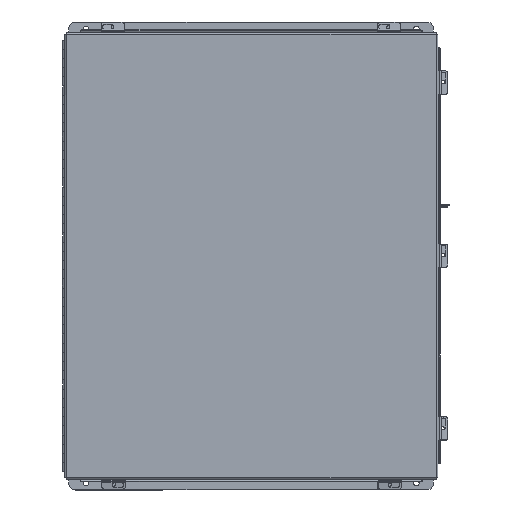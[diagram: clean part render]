
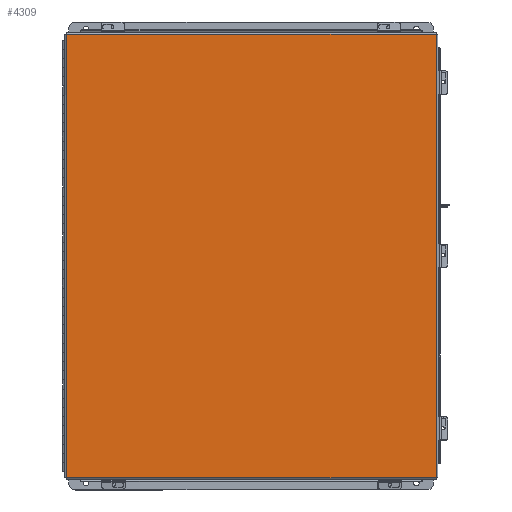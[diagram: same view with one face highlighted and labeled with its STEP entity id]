
A CAD part, top view. The second image highlights one B-rep face of the part: STEP entity #4309.
In plain terms, the highlighted face is planar.
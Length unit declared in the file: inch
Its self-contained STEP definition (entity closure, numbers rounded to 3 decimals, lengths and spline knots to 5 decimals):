
#1216 = EDGE_CURVE ( 'NONE', #11998, #17397, #14328, .T. ) ;
#1821 = VECTOR ( 'NONE', #18558, 39.37008 ) ;
#1855 = AXIS2_PLACEMENT_3D ( 'NONE', #3886, #7046, #22595 ) ;
#2313 = LINE ( 'NONE', #13602, #5652 ) ;
#2538 = VECTOR ( 'NONE', #17291, 39.37008 ) ;
#3886 = CARTESIAN_POINT ( 'NONE',  ( 0., 0., -0.0747 ) ) ;
#4309 = ADVANCED_FACE ( 'NONE', ( #19276 ), #13532, .T. ) ;
#4407 = EDGE_LOOP ( 'NONE', ( #18021, #11305, #10711, #5748 ) ) ;
#5594 = VERTEX_POINT ( 'NONE', #15307 ) ;
#5652 = VECTOR ( 'NONE', #11681, 39.37008 ) ;
#5748 = ORIENTED_EDGE ( 'NONE', *, *, #6456, .T. ) ;
#6456 = EDGE_CURVE ( 'NONE', #13525, #11998, #16846, .T. ) ;
#7046 = DIRECTION ( 'NONE',  ( 0., 0., -1. ) ) ;
#8276 = CARTESIAN_POINT ( 'NONE',  ( -10.07448, 12.06855, -0.0747 ) ) ;
#10711 = ORIENTED_EDGE ( 'NONE', *, *, #11492, .T. ) ;
#10997 = CARTESIAN_POINT ( 'NONE',  ( -10.06855, -12.06855, -0.0747 ) ) ;
#11305 = ORIENTED_EDGE ( 'NONE', *, *, #19872, .T. ) ;
#11492 = EDGE_CURVE ( 'NONE', #5594, #13525, #2313, .T. ) ;
#11681 = DIRECTION ( 'NONE',  ( -1., 0., 0. ) ) ;
#11998 = VERTEX_POINT ( 'NONE', #15790 ) ;
#12139 = CARTESIAN_POINT ( 'NONE',  ( 10.06855, 12.06855, -0.0747 ) ) ;
#13525 = VERTEX_POINT ( 'NONE', #10997 ) ;
#13532 = PLANE ( 'NONE',  #1855 ) ;
#13602 = CARTESIAN_POINT ( 'NONE',  ( 10.07448, -12.06855, -0.0747 ) ) ;
#14328 = LINE ( 'NONE', #8276, #2538 ) ;
#15307 = CARTESIAN_POINT ( 'NONE',  ( 10.06855, -12.06855, -0.0747 ) ) ;
#15773 = CARTESIAN_POINT ( 'NONE',  ( 10.06855, 12.07448, -0.0747 ) ) ;
#15790 = CARTESIAN_POINT ( 'NONE',  ( -10.06855, 12.06855, -0.0747 ) ) ;
#16846 = LINE ( 'NONE', #24742, #1821 ) ;
#17291 = DIRECTION ( 'NONE',  ( 1., 0., 0. ) ) ;
#17397 = VERTEX_POINT ( 'NONE', #12139 ) ;
#17623 = DIRECTION ( 'NONE',  ( 0., -1., 0. ) ) ;
#18021 = ORIENTED_EDGE ( 'NONE', *, *, #1216, .T. ) ;
#18558 = DIRECTION ( 'NONE',  ( 0., 1., 0. ) ) ;
#19276 = FACE_OUTER_BOUND ( 'NONE', #4407, .T. ) ;
#19872 = EDGE_CURVE ( 'NONE', #17397, #5594, #22942, .T. ) ;
#22595 = DIRECTION ( 'NONE',  ( -1., 0., 0. ) ) ;
#22676 = VECTOR ( 'NONE', #17623, 39.37008 ) ;
#22942 = LINE ( 'NONE', #15773, #22676 ) ;
#24742 = CARTESIAN_POINT ( 'NONE',  ( -10.06855, -12.07448, -0.0747 ) ) ;
